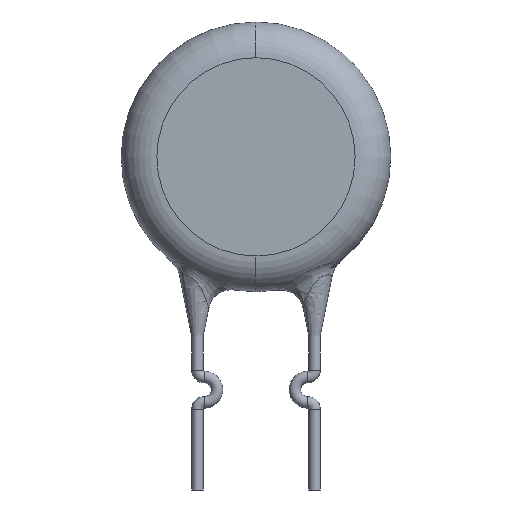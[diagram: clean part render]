
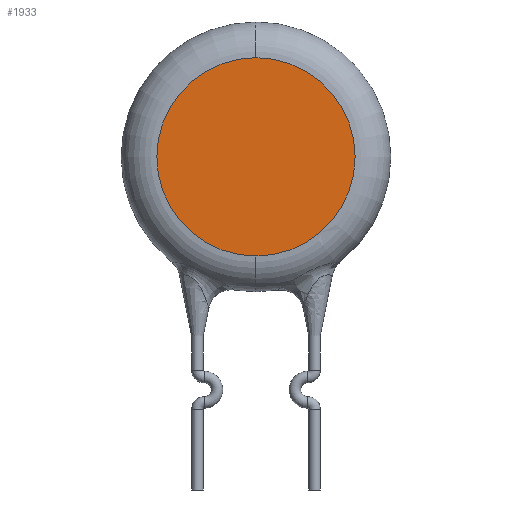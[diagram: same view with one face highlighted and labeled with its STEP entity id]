
A CAD part, front view. The second image highlights one B-rep face of the part: STEP entity #1933.
In plain terms, the highlighted planar face has unit normal (0, -1, 0).
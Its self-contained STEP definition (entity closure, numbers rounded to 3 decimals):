
#842=CARTESIAN_POINT('',(0.,-1.55,6.55));
#843=VERTEX_POINT('',#842);
#853=CARTESIAN_POINT('',(0.,-1.55,15.15));
#854=VERTEX_POINT('',#853);
#855=CARTESIAN_POINT('',(0.,-1.55,10.85));
#856=DIRECTION('',(0.0,1.0,0.0));
#857=DIRECTION('',(-1.0,0.0,0.0));
#858=AXIS2_PLACEMENT_3D('',#855,#856,#857);
#859=CIRCLE('',#858,4.3);
#860=EDGE_CURVE('',#843,#854,#859,.T.);
#1402=CARTESIAN_POINT('',(4.3,-1.55,10.85));
#1403=VERTEX_POINT('',#1402);
#1404=CARTESIAN_POINT('',(0.,-1.55,10.85));
#1405=DIRECTION('',(0.0,1.0,0.0));
#1406=DIRECTION('',(-1.0,0.0,0.0));
#1407=AXIS2_PLACEMENT_3D('',#1404,#1405,#1406);
#1408=CIRCLE('',#1407,4.3);
#1409=EDGE_CURVE('',#854,#1403,#1408,.T.);
#1411=CARTESIAN_POINT('',(0.,-1.55,10.85));
#1412=DIRECTION('',(0.0,1.0,0.0));
#1413=DIRECTION('',(-1.0,0.0,0.0));
#1414=AXIS2_PLACEMENT_3D('',#1411,#1412,#1413);
#1415=CIRCLE('',#1414,4.3);
#1416=EDGE_CURVE('',#1403,#843,#1415,.T.);
#1923=CARTESIAN_POINT('',(0.,-1.55,10.85));
#1924=DIRECTION('',(0.0,-1.0,0.0));
#1925=DIRECTION('',(0.0,0.0,-1.0));
#1926=AXIS2_PLACEMENT_3D('',#1923,#1924,#1925);
#1927=PLANE('',#1926);
#1928=ORIENTED_EDGE('',*,*,#1416,.F.);
#1929=ORIENTED_EDGE('',*,*,#1409,.F.);
#1930=ORIENTED_EDGE('',*,*,#860,.F.);
#1931=EDGE_LOOP('',(#1928,#1929,#1930));
#1932=FACE_OUTER_BOUND('',#1931,.T.);
#1933=ADVANCED_FACE('',(#1932),#1927,.T.);
